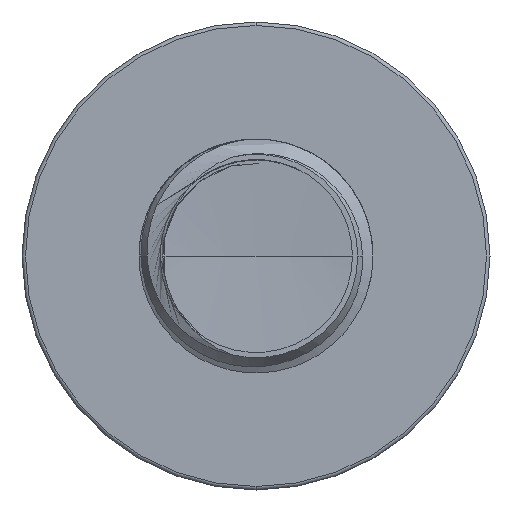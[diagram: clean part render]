
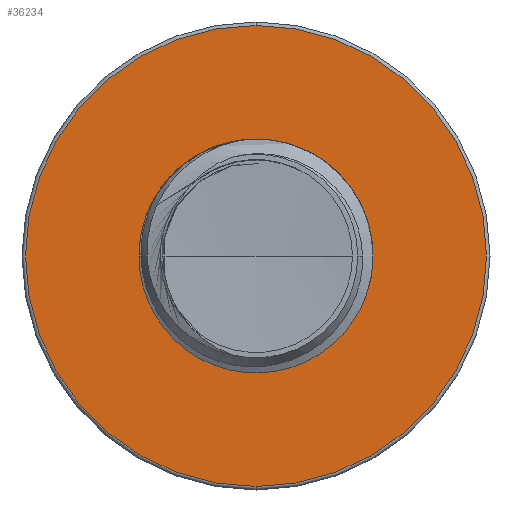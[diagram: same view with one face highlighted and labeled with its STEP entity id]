
A CAD part, front view. The second image highlights one B-rep face of the part: STEP entity #36234.
In plain terms, the highlighted planar face has unit normal (0, -1, 0).
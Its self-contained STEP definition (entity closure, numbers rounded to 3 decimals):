
#339 = FACE_BOUND ( 'NONE', #27064, .T. ) ;
#925 = CIRCLE ( 'NONE', #9840, 2.923 ) ;
#1008 = DIRECTION ( 'NONE',  ( 0., 0., -1. ) ) ;
#1555 = CARTESIAN_POINT ( 'NONE',  ( 0., 22.5, 2.923 ) ) ;
#1602 = ORIENTED_EDGE ( 'NONE', *, *, #26091, .F. ) ;
#2551 = CARTESIAN_POINT ( 'NONE',  ( 0., 22.5, 2.923 ) ) ;
#2799 = DIRECTION ( 'NONE',  ( 0., 0., -1. ) ) ;
#4917 = PLANE ( 'NONE',  #19481 ) ;
#5988 = DIRECTION ( 'NONE',  ( 0., -1., 0. ) ) ;
#7554 = VERTEX_POINT ( 'NONE', #1555 ) ;
#9589 = VERTEX_POINT ( 'NONE', #27044 ) ;
#9840 = AXIS2_PLACEMENT_3D ( 'NONE', #44520, #25224, #2799 ) ;
#10534 = AXIS2_PLACEMENT_3D ( 'NONE', #12539, #38277, #16380 ) ;
#10601 = CIRCLE ( 'NONE', #41279, 5.91 ) ;
#12539 = CARTESIAN_POINT ( 'NONE',  ( 0., 22.5, 0. ) ) ;
#16380 = DIRECTION ( 'NONE',  ( 0., 0., -1. ) ) ;
#19481 = AXIS2_PLACEMENT_3D ( 'NONE', #2551, #5988, #32508 ) ;
#20000 = FACE_OUTER_BOUND ( 'NONE', #38606, .T. ) ;
#20067 = EDGE_CURVE ( 'NONE', #40796, #41480, #10601, .T. ) ;
#20220 = ORIENTED_EDGE ( 'NONE', *, *, #20067, .T. ) ;
#21331 = DIRECTION ( 'NONE',  ( 0., -1., 0. ) ) ;
#22668 = AXIS2_PLACEMENT_3D ( 'NONE', #43164, #23259, #1008 ) ;
#23259 = DIRECTION ( 'NONE',  ( 0., -1., 0. ) ) ;
#23566 = CIRCLE ( 'NONE', #10534, 2.923 ) ;
#25224 = DIRECTION ( 'NONE',  ( 0., -1., 0. ) ) ;
#26091 = EDGE_CURVE ( 'NONE', #7554, #9589, #925, .T. ) ;
#27044 = CARTESIAN_POINT ( 'NONE',  ( 0., 22.5, -2.923 ) ) ;
#27064 = EDGE_LOOP ( 'NONE', ( #39254, #1602 ) ) ;
#28757 = EDGE_CURVE ( 'NONE', #9589, #7554, #23566, .T. ) ;
#29197 = CARTESIAN_POINT ( 'NONE',  ( 0., 22.5, 5.91 ) ) ;
#30292 = ORIENTED_EDGE ( 'NONE', *, *, #39785, .T. ) ;
#32508 = DIRECTION ( 'NONE',  ( 0., 0., -1. ) ) ;
#36234 = ADVANCED_FACE ( 'NONE', ( #20000, #339 ), #4917, .T. ) ;
#37250 = CARTESIAN_POINT ( 'NONE',  ( 0., 22.5, -5.91 ) ) ;
#38277 = DIRECTION ( 'NONE',  ( 0., -1., 0. ) ) ;
#38606 = EDGE_LOOP ( 'NONE', ( #20220, #30292 ) ) ;
#39254 = ORIENTED_EDGE ( 'NONE', *, *, #28757, .F. ) ;
#39785 = EDGE_CURVE ( 'NONE', #41480, #40796, #43209, .T. ) ;
#40796 = VERTEX_POINT ( 'NONE', #37250 ) ;
#41279 = AXIS2_PLACEMENT_3D ( 'NONE', #41823, #21331, #44430 ) ;
#41480 = VERTEX_POINT ( 'NONE', #29197 ) ;
#41823 = CARTESIAN_POINT ( 'NONE',  ( 0., 22.5, 0. ) ) ;
#43164 = CARTESIAN_POINT ( 'NONE',  ( 0., 22.5, 0. ) ) ;
#43209 = CIRCLE ( 'NONE', #22668, 5.91 ) ;
#44430 = DIRECTION ( 'NONE',  ( 0., 0., -1. ) ) ;
#44520 = CARTESIAN_POINT ( 'NONE',  ( 0., 22.5, 0. ) ) ;
